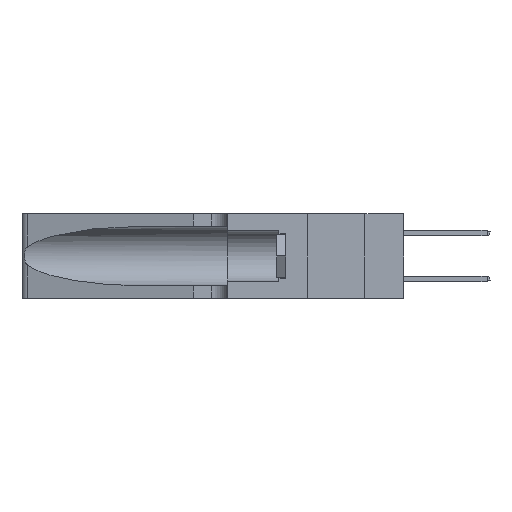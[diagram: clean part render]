
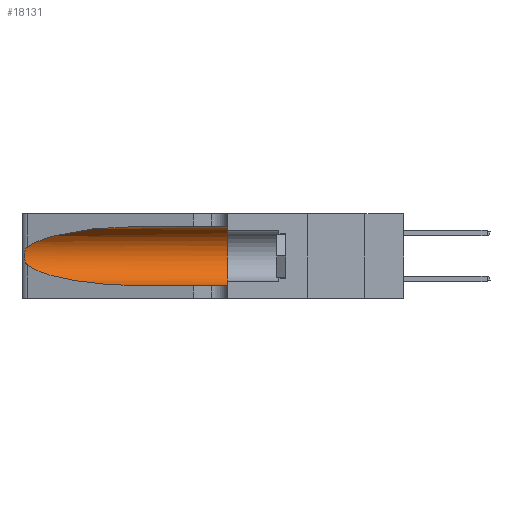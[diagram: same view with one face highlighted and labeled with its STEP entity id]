
A CAD part, left-side view. The second image highlights one B-rep face of the part: STEP entity #18131.
In plain terms, the highlighted cylindrical face has radius 3.308 mm (diameter 6.617 mm), a partial arc.
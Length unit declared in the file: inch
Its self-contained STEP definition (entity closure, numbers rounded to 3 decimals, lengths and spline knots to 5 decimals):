
#52 = CARTESIAN_POINT ( 'NONE',  ( 0.18966, 0.96281, 0.31525 ) ) ;
#932 = VERTEX_POINT ( 'NONE', #17289 ) ;
#1029 = EDGE_CURVE ( 'NONE', #21267, #11644, #38944, .T. ) ;
#2468 =( BOUNDED_CURVE ( )  B_SPLINE_CURVE ( 3, ( #3834, #52, #7526, #33352 ),
 .UNSPECIFIED., .F., .T. ) 
 B_SPLINE_CURVE_WITH_KNOTS ( ( 4, 4 ),
 ( 1.5708, 2.84003 ),
 .UNSPECIFIED. ) 
 CURVE ( )  GEOMETRIC_REPRESENTATION_ITEM ( )  RATIONAL_B_SPLINE_CURVE ( ( 1., 0.87, 0.87, 1. ) ) 
 REPRESENTATION_ITEM ( '' )  );
#2838 = CARTESIAN_POINT ( 'NONE',  ( 0.1305, 0.35, 0.05475 ) ) ;
#3834 = CARTESIAN_POINT ( 'NONE',  ( 0.1305, 0.72297, 0.31525 ) ) ;
#3925 = FACE_OUTER_BOUND ( 'NONE', #43688, .T. ) ;
#4662 = CARTESIAN_POINT ( 'NONE',  ( 0.25787, 1.23484, 0.2124 ) ) ;
#4689 = EDGE_CURVE ( 'NONE', #932, #15640, #36730, .T. ) ;
#5951 = ORIENTED_EDGE ( 'NONE', *, *, #4689, .T. ) ;
#7240 = VERTEX_POINT ( 'NONE', #26206 ) ;
#7404 = DIRECTION ( 'NONE',  ( 0., -1., 0. ) ) ;
#7526 = CARTESIAN_POINT ( 'NONE',  ( 0.2373, 1.15595, 0.28018 ) ) ;
#8356 = CARTESIAN_POINT ( 'NONE',  ( 0.26018, 1.23835, 0.19895 ) ) ;
#11277 = ORIENTED_EDGE ( 'NONE', *, *, #1029, .F. ) ;
#11644 = VERTEX_POINT ( 'NONE', #2838 ) ;
#12094 = CARTESIAN_POINT ( 'NONE',  ( 0.26075, 1.23896, 0.178 ) ) ;
#14189 = CARTESIAN_POINT ( 'NONE',  ( 0.1305, 0.35, 0.185 ) ) ;
#15640 = VERTEX_POINT ( 'NONE', #44745 ) ;
#15688 = CARTESIAN_POINT ( 'NONE',  ( 0.25555, 1.22994, 0.2215 ) ) ;
#15859 = CARTESIAN_POINT ( 'NONE',  ( 0.25856, 1.23593, 0.16098 ) ) ;
#16699 = LINE ( 'NONE', #29504, #27629 ) ;
#17289 = CARTESIAN_POINT ( 'NONE',  ( 0.25487, 1.22718, 0.14631 ) ) ;
#17927 = DIRECTION ( 'NONE',  ( 0., 0., 1. ) ) ;
#18131 = ADVANCED_FACE ( 'NONE', ( #3925 ), #41893, .F. ) ;
#18747 = EDGE_CURVE ( 'NONE', #35443, #7240, #2468, .T. ) ;
#19489 = CARTESIAN_POINT ( 'NONE',  ( 0.2373, 1.15595, 0.08982 ) ) ;
#19583 = CARTESIAN_POINT ( 'NONE',  ( 0.25639, 1.23186, 0.15144 ) ) ;
#21267 = VERTEX_POINT ( 'NONE', #23304 ) ;
#21334 = CARTESIAN_POINT ( 'NONE',  ( 0.1305, 0.72297, 0.31525 ) ) ;
#22714 = DIRECTION ( 'NONE',  ( 0., -1., 0. ) ) ;
#23066 = EDGE_CURVE ( 'NONE', #35443, #21267, #16699, .T. ) ;
#23304 = CARTESIAN_POINT ( 'NONE',  ( 0.1305, 0.35, 0.31525 ) ) ;
#23336 = CARTESIAN_POINT ( 'NONE',  ( 0.25487, 1.22718, 0.14631 ) ) ;
#23408 = CARTESIAN_POINT ( 'NONE',  ( 0.1305, 0.72297, 0.05475 ) ) ;
#26206 = CARTESIAN_POINT ( 'NONE',  ( 0.25487, 1.22718, 0.22369 ) ) ;
#26350 = DIRECTION ( 'NONE',  ( 0., 0., -1. ) ) ;
#26813 = CARTESIAN_POINT ( 'NONE',  ( 0.25639, 1.23184, 0.21858 ) ) ;
#27629 = VECTOR ( 'NONE', #7404, 39.37008 ) ;
#28578 = ORIENTED_EDGE ( 'NONE', *, *, #29214, .T. ) ;
#28947 = ORIENTED_EDGE ( 'NONE', *, *, #18747, .T. ) ;
#29214 = EDGE_CURVE ( 'NONE', #7240, #932, #33248, .T. ) ;
#29504 = CARTESIAN_POINT ( 'NONE',  ( 0.1305, 1.61858, 0.31525 ) ) ;
#30462 = CARTESIAN_POINT ( 'NONE',  ( 0.25854, 1.2359, 0.20912 ) ) ;
#32897 = AXIS2_PLACEMENT_3D ( 'NONE', #14189, #39861, #17927 ) ;
#33248 = B_SPLINE_CURVE_WITH_KNOTS ( 'NONE', 3,
 ( #41347, #15688, #26813, #4662, #30462, #8356, #34160, #12094, #37819, #15859, #41501, #19583, #45155, #23336 ),
 .UNSPECIFIED., .F., .F.,
 ( 4, 2, 2, 2, 2, 2, 4 ),
 ( 0., 0.00027, 0.00053, 0.00107, 0.0016, 0.00187, 0.00214 ),
 .UNSPECIFIED. ) ;
#33352 = CARTESIAN_POINT ( 'NONE',  ( 0.25487, 1.22718, 0.22369 ) ) ;
#33970 = LINE ( 'NONE', #47373, #41391 ) ;
#34160 = CARTESIAN_POINT ( 'NONE',  ( 0.26075, 1.23896, 0.19203 ) ) ;
#34826 = EDGE_CURVE ( 'NONE', #15640, #11644, #33970, .T. ) ;
#35443 = VERTEX_POINT ( 'NONE', #21334 ) ;
#36375 = DIRECTION ( 'NONE',  ( 0., -1., 0. ) ) ;
#36730 =( BOUNDED_CURVE ( )  B_SPLINE_CURVE ( 3, ( #37891, #19489, #45219, #23408 ),
 .UNSPECIFIED., .F., .F. ) 
 B_SPLINE_CURVE_WITH_KNOTS ( ( 4, 4 ),
 ( 3.44316, 4.71239 ),
 .UNSPECIFIED. ) 
 CURVE ( )  GEOMETRIC_REPRESENTATION_ITEM ( )  RATIONAL_B_SPLINE_CURVE ( ( 1., 0.87, 0.87, 1. ) ) 
 REPRESENTATION_ITEM ( '' )  );
#37819 = CARTESIAN_POINT ( 'NONE',  ( 0.26017, 1.23833, 0.17102 ) ) ;
#37891 = CARTESIAN_POINT ( 'NONE',  ( 0.25487, 1.22718, 0.14631 ) ) ;
#37927 = ORIENTED_EDGE ( 'NONE', *, *, #23066, .F. ) ;
#38944 = CIRCLE ( 'NONE', #32897, 0.13025 ) ;
#39861 = DIRECTION ( 'NONE',  ( 0., 1., 0. ) ) ;
#40882 = CARTESIAN_POINT ( 'NONE',  ( 0.1305, 1.61858, 0.185 ) ) ;
#41347 = CARTESIAN_POINT ( 'NONE',  ( 0.25487, 1.22718, 0.22369 ) ) ;
#41391 = VECTOR ( 'NONE', #36375, 39.37008 ) ;
#41501 = CARTESIAN_POINT ( 'NONE',  ( 0.25789, 1.23486, 0.15765 ) ) ;
#41893 = CYLINDRICAL_SURFACE ( 'NONE', #46146, 0.13025 ) ;
#43688 = EDGE_LOOP ( 'NONE', ( #28947, #28578, #5951, #44069, #11277, #37927 ) ) ;
#44069 = ORIENTED_EDGE ( 'NONE', *, *, #34826, .T. ) ;
#44745 = CARTESIAN_POINT ( 'NONE',  ( 0.1305, 0.72297, 0.05475 ) ) ;
#45155 = CARTESIAN_POINT ( 'NONE',  ( 0.25555, 1.22993, 0.14849 ) ) ;
#45219 = CARTESIAN_POINT ( 'NONE',  ( 0.18966, 0.96281, 0.05475 ) ) ;
#46146 = AXIS2_PLACEMENT_3D ( 'NONE', #40882, #22714, #26350 ) ;
#47373 = CARTESIAN_POINT ( 'NONE',  ( 0.1305, 1.61858, 0.05475 ) ) ;
